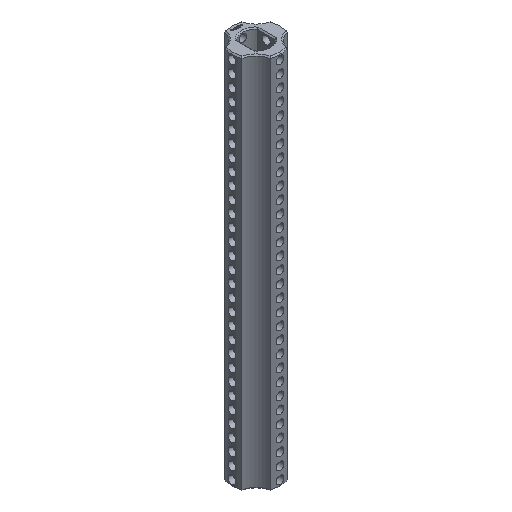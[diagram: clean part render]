
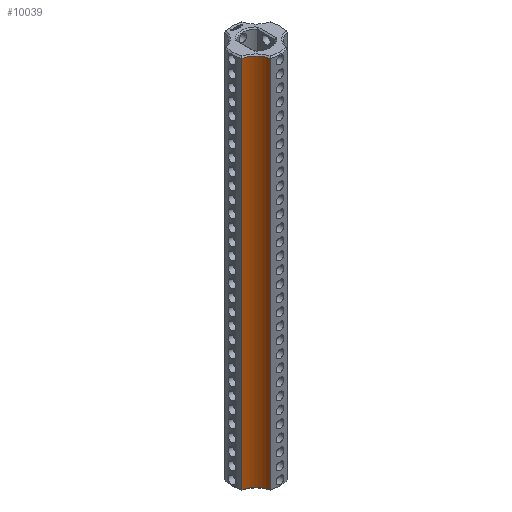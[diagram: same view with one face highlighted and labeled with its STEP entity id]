
A CAD part, isometric view. The second image highlights one B-rep face of the part: STEP entity #10039.
In plain terms, the highlighted cylindrical face has radius 5 mm (diameter 10 mm), a partial arc.
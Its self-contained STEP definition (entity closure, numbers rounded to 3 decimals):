
#3287 = EDGE_CURVE('',#3288,#3290,#3292,.T.);
#3288 = VERTEX_POINT('',#3289);
#3289 = CARTESIAN_POINT('',(-2.225,-5.841,0.3));
#3290 = VERTEX_POINT('',#3291);
#3291 = CARTESIAN_POINT('',(-2.225,-5.841,96.575));
#3292 = LINE('',#3293,#3294);
#3293 = CARTESIAN_POINT('',(-2.225,-5.841,0.));
#3294 = VECTOR('',#3295,1.);
#3295 = DIRECTION('',(0.,0.,1.));
#10039 = ADVANCED_FACE('',(#10040),#10067,.F.);
#10040 = FACE_BOUND('',#10041,.T.);
#10041 = EDGE_LOOP('',(#10042,#10043,#10052,#10060));
#10042 = ORIENTED_EDGE('',*,*,#3287,.T.);
#10043 = ORIENTED_EDGE('',*,*,#10044,.T.);
#10044 = EDGE_CURVE('',#3290,#10045,#10047,.T.);
#10045 = VERTEX_POINT('',#10046);
#10046 = CARTESIAN_POINT('',(-5.841,-2.225,96.575));
#10047 = CIRCLE('',#10048,5.);
#10048 = AXIS2_PLACEMENT_3D('',#10049,#10050,#10051);
#10049 = CARTESIAN_POINT('',(-7.071,-7.071,96.575));
#10050 = DIRECTION('',(0.,-0.,1.));
#10051 = DIRECTION('',(0.969,0.246,0.));
#10052 = ORIENTED_EDGE('',*,*,#10053,.F.);
#10053 = EDGE_CURVE('',#10054,#10045,#10056,.T.);
#10054 = VERTEX_POINT('',#10055);
#10055 = CARTESIAN_POINT('',(-5.841,-2.225,0.3));
#10056 = LINE('',#10057,#10058);
#10057 = CARTESIAN_POINT('',(-5.841,-2.225,0.));
#10058 = VECTOR('',#10059,1.);
#10059 = DIRECTION('',(0.,0.,1.));
#10060 = ORIENTED_EDGE('',*,*,#10061,.F.);
#10061 = EDGE_CURVE('',#3288,#10054,#10062,.T.);
#10062 = CIRCLE('',#10063,5.);
#10063 = AXIS2_PLACEMENT_3D('',#10064,#10065,#10066);
#10064 = CARTESIAN_POINT('',(-7.071,-7.071,0.3));
#10065 = DIRECTION('',(0.,-0.,1.));
#10066 = DIRECTION('',(0.969,0.246,0.));
#10067 = CYLINDRICAL_SURFACE('',#10068,5.);
#10068 = AXIS2_PLACEMENT_3D('',#10069,#10070,#10071);
#10069 = CARTESIAN_POINT('',(-7.071,-7.071,0.));
#10070 = DIRECTION('',(-0.,-0.,-1.));
#10071 = DIRECTION('',(1.,0.,0.));
